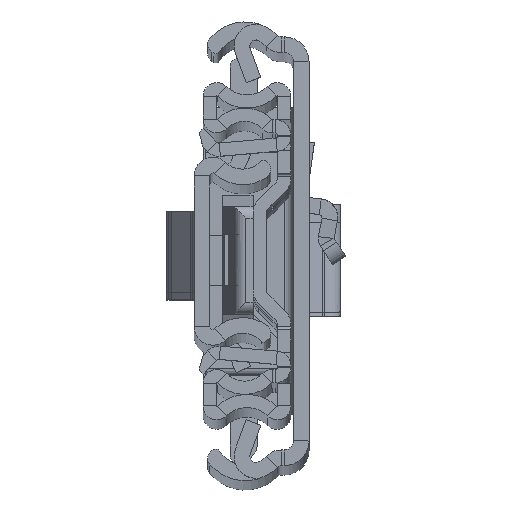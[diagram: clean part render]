
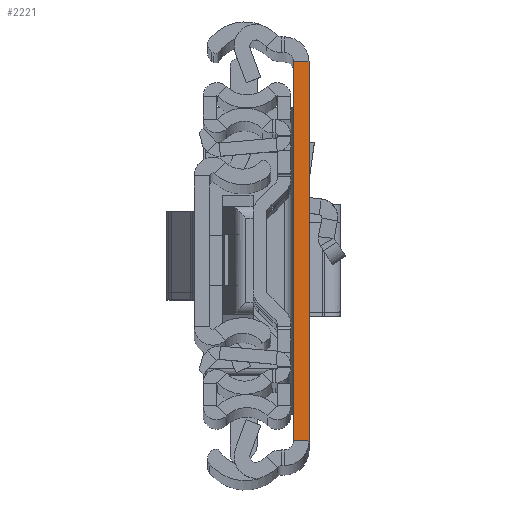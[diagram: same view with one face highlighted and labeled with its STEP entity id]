
A CAD part, top view. The second image highlights one B-rep face of the part: STEP entity #2221.
In plain terms, the highlighted planar face has unit normal (0, 0, 1).
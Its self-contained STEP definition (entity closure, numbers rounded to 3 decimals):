
#510 = VERTEX_POINT ( 'NONE', #5970 ) ;
#864 = VERTEX_POINT ( 'NONE', #8208 ) ;
#1185 = ORIENTED_EDGE ( 'NONE', *, *, #14030, .F. ) ;
#2221 = ADVANCED_FACE ( 'NONE', ( #14227 ), #14129, .F. ) ;
#2824 = AXIS2_PLACEMENT_3D ( 'NONE', #11175, #15922, #11278 ) ;
#5214 = EDGE_CURVE ( 'NONE', #9763, #864, #18513, .T. ) ;
#5970 = CARTESIAN_POINT ( 'NONE',  ( 2.6, -31.5, 0. ) ) ;
#6582 = EDGE_CURVE ( 'NONE', #9763, #510, #15848, .T. ) ;
#6765 = VECTOR ( 'NONE', #7315, 1000. ) ;
#7315 = DIRECTION ( 'NONE',  ( 1., 0., 0. ) ) ;
#7648 = ORIENTED_EDGE ( 'NONE', *, *, #10039, .T. ) ;
#8208 = CARTESIAN_POINT ( 'NONE',  ( 0., 31.5, 0. ) ) ;
#9035 = ORIENTED_EDGE ( 'NONE', *, *, #5214, .F. ) ;
#9763 = VERTEX_POINT ( 'NONE', #14332 ) ;
#9768 = VECTOR ( 'NONE', #19226, 1000. ) ;
#10039 = EDGE_CURVE ( 'NONE', #510, #10742, #18042, .T. ) ;
#10320 = VECTOR ( 'NONE', #10896, 1000. ) ;
#10443 = DIRECTION ( 'NONE',  ( 0., 1., 0. ) ) ;
#10742 = VERTEX_POINT ( 'NONE', #15827 ) ;
#10896 = DIRECTION ( 'NONE',  ( 0., 1., 0. ) ) ;
#11175 = CARTESIAN_POINT ( 'NONE',  ( 2.6, -31.5, 0. ) ) ;
#11278 = DIRECTION ( 'NONE',  ( 0., 1., 0. ) ) ;
#12444 = EDGE_LOOP ( 'NONE', ( #1185, #9035, #16464, #7648 ) ) ;
#12871 = CARTESIAN_POINT ( 'NONE',  ( 2.6, -31.5, 0. ) ) ;
#13538 = VECTOR ( 'NONE', #10443, 1000. ) ;
#14030 = EDGE_CURVE ( 'NONE', #864, #10742, #14915, .T. ) ;
#14129 = PLANE ( 'NONE',  #2824 ) ;
#14227 = FACE_OUTER_BOUND ( 'NONE', #12444, .T. ) ;
#14332 = CARTESIAN_POINT ( 'NONE',  ( 0., -31.5, 0. ) ) ;
#14915 = LINE ( 'NONE', #15215, #6765 ) ;
#15215 = CARTESIAN_POINT ( 'NONE',  ( 2.6, 31.5, 0. ) ) ;
#15827 = CARTESIAN_POINT ( 'NONE',  ( 2.6, 31.5, 0. ) ) ;
#15848 = LINE ( 'NONE', #12871, #9768 ) ;
#15922 = DIRECTION ( 'NONE',  ( 0., 0., -1. ) ) ;
#16464 = ORIENTED_EDGE ( 'NONE', *, *, #6582, .T. ) ;
#17240 = CARTESIAN_POINT ( 'NONE',  ( 0., -31.5, 0. ) ) ;
#18042 = LINE ( 'NONE', #19176, #13538 ) ;
#18513 = LINE ( 'NONE', #17240, #10320 ) ;
#19176 = CARTESIAN_POINT ( 'NONE',  ( 2.6, -31.5, 0. ) ) ;
#19226 = DIRECTION ( 'NONE',  ( 1., 0., 0. ) ) ;
